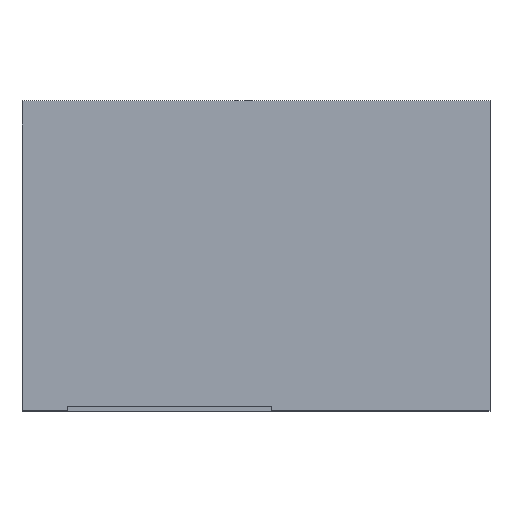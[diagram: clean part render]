
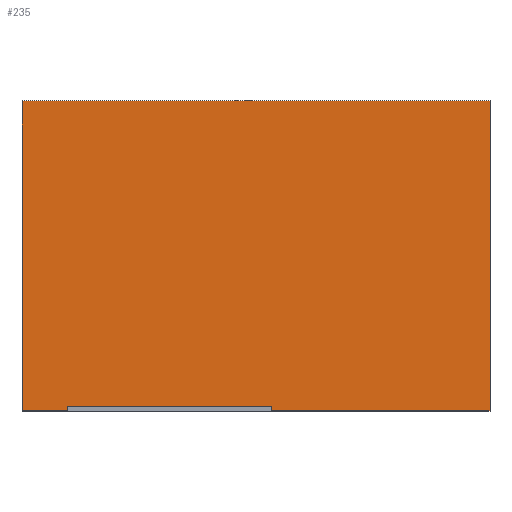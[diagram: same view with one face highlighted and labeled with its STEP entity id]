
A CAD part, top view. The second image highlights one B-rep face of the part: STEP entity #235.
In plain terms, the highlighted planar face has unit normal (0, 0, 1).
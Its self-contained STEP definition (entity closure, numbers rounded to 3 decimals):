
#113=CARTESIAN_POINT('',(83.0,1.5,30.0));
#114=VERTEX_POINT('',#113);
#122=CARTESIAN_POINT('',(83.0,0.0,30.0));
#123=VERTEX_POINT('',#122);
#130=CARTESIAN_POINT('',(83.0,1.5,30.0));
#131=DIRECTION('',(0.0,-1.0,0.0));
#132=VECTOR('',#131,1.5);
#133=LINE('',#130,#132);
#134=EDGE_CURVE('',#114,#123,#133,.T.);
#144=CARTESIAN_POINT('',(15.0,1.5,30.0));
#145=VERTEX_POINT('',#144);
#152=CARTESIAN_POINT('',(15.0,0.0,30.0));
#153=VERTEX_POINT('',#152);
#154=CARTESIAN_POINT('',(15.0,0.0,30.0));
#155=DIRECTION('',(0.0,1.0,0.0));
#156=VECTOR('',#155,1.5);
#157=LINE('',#154,#156);
#158=EDGE_CURVE('',#153,#145,#157,.T.);
#177=CARTESIAN_POINT('',(15.0,1.5,30.0));
#178=DIRECTION('',(1.0,0.0,0.0));
#179=VECTOR('',#178,68.0);
#180=LINE('',#177,#179);
#181=EDGE_CURVE('',#145,#114,#180,.T.);
#187=CARTESIAN_POINT('',(77.75,51.5,30.0));
#188=DIRECTION('',(0.0,0.0,1.0));
#189=DIRECTION('',(1.0,0.0,0.0));
#190=AXIS2_PLACEMENT_3D('',#187,#188,#189);
#191=PLANE('',#190);
#192=ORIENTED_EDGE('',*,*,#158,.T.);
#193=ORIENTED_EDGE('',*,*,#181,.T.);
#194=ORIENTED_EDGE('',*,*,#134,.T.);
#195=CARTESIAN_POINT('',(155.5,0.0,30.0));
#196=VERTEX_POINT('',#195);
#197=CARTESIAN_POINT('',(155.5,0.0,30.0));
#198=DIRECTION('',(-1.0,0.0,0.0));
#199=VECTOR('',#198,72.5);
#200=LINE('',#197,#199);
#201=EDGE_CURVE('',#196,#123,#200,.T.);
#202=ORIENTED_EDGE('',*,*,#201,.F.);
#203=CARTESIAN_POINT('',(155.5,103.,30.0));
#204=VERTEX_POINT('',#203);
#205=CARTESIAN_POINT('',(155.5,103.,30.0));
#206=DIRECTION('',(0.0,-1.0,0.0));
#207=VECTOR('',#206,103.);
#208=LINE('',#205,#207);
#209=EDGE_CURVE('',#204,#196,#208,.T.);
#210=ORIENTED_EDGE('',*,*,#209,.F.);
#211=CARTESIAN_POINT('',(0.,103.0,30.0));
#212=VERTEX_POINT('',#211);
#213=CARTESIAN_POINT('',(0.,103.0,30.0));
#214=DIRECTION('',(1.0,0.0,0.0));
#215=VECTOR('',#214,155.5);
#216=LINE('',#213,#215);
#217=EDGE_CURVE('',#212,#204,#216,.T.);
#218=ORIENTED_EDGE('',*,*,#217,.F.);
#219=CARTESIAN_POINT('',(0.0,0.0,30.0));
#220=VERTEX_POINT('',#219);
#221=CARTESIAN_POINT('',(0.0,0.0,30.0));
#222=DIRECTION('',(0.0,1.0,0.0));
#223=VECTOR('',#222,103.0);
#224=LINE('',#221,#223);
#225=EDGE_CURVE('',#220,#212,#224,.T.);
#226=ORIENTED_EDGE('',*,*,#225,.F.);
#227=CARTESIAN_POINT('',(15.0,0.0,30.0));
#228=DIRECTION('',(-1.0,0.0,0.0));
#229=VECTOR('',#228,15.0);
#230=LINE('',#227,#229);
#231=EDGE_CURVE('',#153,#220,#230,.T.);
#232=ORIENTED_EDGE('',*,*,#231,.F.);
#233=EDGE_LOOP('',(#192,#193,#194,#202,#210,#218,#226,#232));
#234=FACE_OUTER_BOUND('',#233,.T.);
#235=ADVANCED_FACE('',(#234),#191,.T.);
